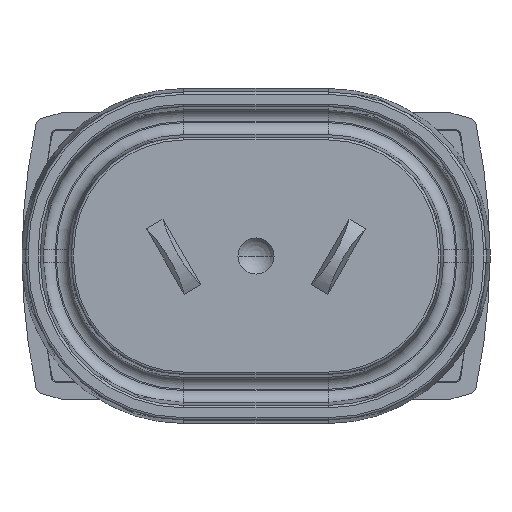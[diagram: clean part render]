
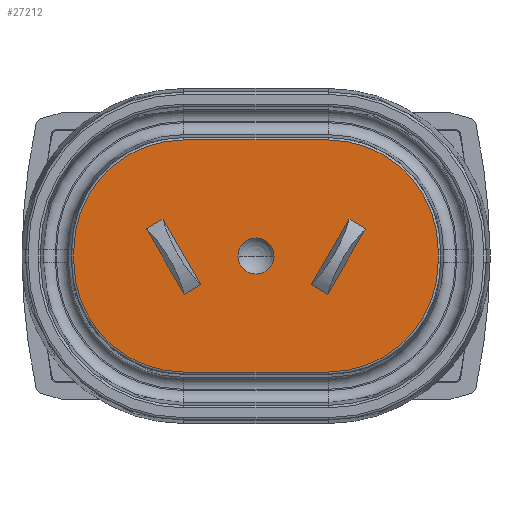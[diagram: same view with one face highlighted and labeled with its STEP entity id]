
A CAD part, left-side view. The second image highlights one B-rep face of the part: STEP entity #27212.
In plain terms, the highlighted planar face has unit normal (-1, 0, 0).
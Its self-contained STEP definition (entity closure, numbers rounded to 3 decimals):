
#20781=CARTESIAN_POINT('',(-32.4,-6.,5.55));
#20782=DIRECTION('',(1.,0.,0.));
#20783=DIRECTION('',(0.,0.,1.));
#20784=AXIS2_PLACEMENT_3D('',#20781,#20782,#20783);
#20786=CARTESIAN_POINT('',(-32.4,-6.,4.55));
#20787=DIRECTION('',(1.,0.,0.));
#20788=DIRECTION('',(0.,-1.,0.));
#20789=AXIS2_PLACEMENT_3D('',#20786,#20787,#20788);
#20791=CARTESIAN_POINT('',(-32.4,6.,4.55));
#20792=DIRECTION('',(1.,0.,0.));
#20793=DIRECTION('',(0.,0.,-1.));
#20794=AXIS2_PLACEMENT_3D('',#20791,#20792,#20793);
#20796=CARTESIAN_POINT('',(-32.4,6.,5.55));
#20797=DIRECTION('',(1.,0.,0.));
#20798=DIRECTION('',(0.,1.,0.));
#20799=AXIS2_PLACEMENT_3D('',#20796,#20797,#20798);
#20801=DIRECTION('',(0.,0.866,-0.5));
#20802=VECTOR('',#20801,1.6);
#20803=CARTESIAN_POINT('',(-32.4,7.741,8.118));
#20804=LINE('',#20803,#20802);
#20805=DIRECTION('',(0.,-0.5,-0.866));
#20806=VECTOR('',#20805,6.3);
#20807=CARTESIAN_POINT('',(-32.4,9.127,7.318));
#20808=LINE('',#20807,#20806);
#20809=DIRECTION('',(0.,-0.866,0.5));
#20810=VECTOR('',#20809,1.6);
#20811=CARTESIAN_POINT('',(-32.4,5.977,1.862));
#20812=LINE('',#20811,#20810);
#20813=DIRECTION('',(0.,0.5,0.866));
#20814=VECTOR('',#20813,6.3);
#20815=CARTESIAN_POINT('',(-32.4,4.591,2.662));
#20816=LINE('',#20815,#20814);
#20817=DIRECTION('',(0.,0.5,-0.866));
#20818=VECTOR('',#20817,6.3);
#20819=CARTESIAN_POINT('',(-32.4,-7.741,8.118));
#20820=LINE('',#20819,#20818);
#20821=DIRECTION('',(0.,-0.866,-0.5));
#20822=VECTOR('',#20821,1.6);
#20823=CARTESIAN_POINT('',(-32.4,-4.591,2.662));
#20824=LINE('',#20823,#20822);
#20825=DIRECTION('',(0.,-0.5,0.866));
#20826=VECTOR('',#20825,6.3);
#20827=CARTESIAN_POINT('',(-32.4,-5.977,1.862));
#20828=LINE('',#20827,#20826);
#20829=DIRECTION('',(0.,0.866,0.5));
#20830=VECTOR('',#20829,1.6);
#20831=CARTESIAN_POINT('',(-32.4,-9.127,7.318));
#20832=LINE('',#20831,#20830);
#20833=CARTESIAN_POINT('',(-32.4,0.,5.05));
#20834=DIRECTION('',(-1.,0.,0.));
#20835=DIRECTION('',(0.,1.,0.));
#20836=AXIS2_PLACEMENT_3D('',#20833,#20834,#20835);
#20838=CARTESIAN_POINT('',(-32.4,0.,5.05));
#20839=DIRECTION('',(-1.,0.,0.));
#20840=DIRECTION('',(0.,-1.,0.));
#20841=AXIS2_PLACEMENT_3D('',#20838,#20839,#20840);
#20843=DIRECTION('',(0.,1.,0.));
#20844=VECTOR('',#20843,12.);
#20845=CARTESIAN_POINT('',(-32.4,-6.,14.711));
#20846=LINE('',#20845,#20844);
#20866=DIRECTION('',(0.,0.,-1.));
#20867=VECTOR('',#20866,1.);
#20868=CARTESIAN_POINT('',(-32.4,15.161,5.55));
#20869=LINE('',#20868,#20867);
#20889=DIRECTION('',(0.,-1.,0.));
#20890=VECTOR('',#20889,12.);
#20891=CARTESIAN_POINT('',(-32.4,6.,-4.611));
#20892=LINE('',#20891,#20890);
#20912=DIRECTION('',(0.,0.,1.));
#20913=VECTOR('',#20912,1.);
#20914=CARTESIAN_POINT('',(-32.4,-15.16,4.55));
#20915=LINE('',#20914,#20913);
#22502=CARTESIAN_POINT('',(-32.4,-7.741,8.118));
#22503=VERTEX_POINT('',#22502);
#22504=CARTESIAN_POINT('',(-32.4,-9.127,7.318));
#22505=VERTEX_POINT('',#22504);
#22506=CARTESIAN_POINT('',(-32.4,-4.591,2.662));
#22507=VERTEX_POINT('',#22506);
#22508=CARTESIAN_POINT('',(-32.4,-5.977,1.862));
#22509=VERTEX_POINT('',#22508);
#22510=CARTESIAN_POINT('',(-32.4,-6.,14.711));
#22511=CARTESIAN_POINT('',(-32.4,6.,14.711));
#22512=VERTEX_POINT('',#22510);
#22513=VERTEX_POINT('',#22511);
#22514=CARTESIAN_POINT('',(-32.4,-15.16,5.55));
#22515=VERTEX_POINT('',#22514);
#22516=CARTESIAN_POINT('',(-32.4,-15.16,4.55));
#22517=VERTEX_POINT('',#22516);
#22518=CARTESIAN_POINT('',(-32.4,-6.,-4.611));
#22519=VERTEX_POINT('',#22518);
#22520=CARTESIAN_POINT('',(-32.4,6.,-4.611));
#22521=VERTEX_POINT('',#22520);
#22522=CARTESIAN_POINT('',(-32.4,15.161,4.55));
#22523=VERTEX_POINT('',#22522);
#22524=CARTESIAN_POINT('',(-32.4,15.161,5.55));
#22525=VERTEX_POINT('',#22524);
#22526=CARTESIAN_POINT('',(-32.4,7.741,8.118));
#22527=CARTESIAN_POINT('',(-32.4,9.127,7.318));
#22528=VERTEX_POINT('',#22526);
#22529=VERTEX_POINT('',#22527);
#22530=CARTESIAN_POINT('',(-32.4,5.977,1.862));
#22531=VERTEX_POINT('',#22530);
#22532=CARTESIAN_POINT('',(-32.4,4.591,2.662));
#22533=VERTEX_POINT('',#22532);
#22534=CARTESIAN_POINT('',(-32.4,1.503,5.05));
#22535=CARTESIAN_POINT('',(-32.4,-1.502,5.05));
#22536=VERTEX_POINT('',#22534);
#22537=VERTEX_POINT('',#22535);
#27167=CARTESIAN_POINT('',(-32.4,0.,0.));
#27168=DIRECTION('',(-1.,0.,0.));
#27169=DIRECTION('',(0.,-1.,0.));
#27170=AXIS2_PLACEMENT_3D('',#27167,#27168,#27169);
#27171=PLANE('',#27170);
#27173=ORIENTED_EDGE('',*,*,#27172,.F.);
#27175=ORIENTED_EDGE('',*,*,#27174,.T.);
#27177=ORIENTED_EDGE('',*,*,#27176,.F.);
#27179=ORIENTED_EDGE('',*,*,#27178,.T.);
#27181=ORIENTED_EDGE('',*,*,#27180,.F.);
#27183=ORIENTED_EDGE('',*,*,#27182,.T.);
#27185=ORIENTED_EDGE('',*,*,#27184,.F.);
#27187=ORIENTED_EDGE('',*,*,#27186,.T.);
#27188=EDGE_LOOP('',(#27173,#27175,#27177,#27179,#27181,#27183,#27185,#27187));
#27189=FACE_OUTER_BOUND('',#27188,.F.);
#27191=ORIENTED_EDGE('',*,*,#27190,.T.);
#27193=ORIENTED_EDGE('',*,*,#27192,.T.);
#27195=ORIENTED_EDGE('',*,*,#27194,.T.);
#27197=ORIENTED_EDGE('',*,*,#27196,.T.);
#27198=EDGE_LOOP('',(#27191,#27193,#27195,#27197));
#27199=FACE_BOUND('',#27198,.F.);
#27200=ORIENTED_EDGE('',*,*,#27133,.T.);
#27201=ORIENTED_EDGE('',*,*,#27147,.T.);
#27202=ORIENTED_EDGE('',*,*,#27160,.T.);
#27203=ORIENTED_EDGE('',*,*,#27118,.T.);
#27204=EDGE_LOOP('',(#27200,#27201,#27202,#27203));
#27205=FACE_BOUND('',#27204,.F.);
#27207=ORIENTED_EDGE('',*,*,#27206,.T.);
#27209=ORIENTED_EDGE('',*,*,#27208,.T.);
#27210=EDGE_LOOP('',(#27207,#27209));
#27211=FACE_BOUND('',#27210,.F.);
#27212=ADVANCED_FACE('',(#27189,#27199,#27205,#27211),#27171,.T.);
#20785=CIRCLE('',#20784,9.161);
#20790=CIRCLE('',#20789,9.161);
#20795=CIRCLE('',#20794,9.161);
#20800=CIRCLE('',#20799,9.161);
#20837=CIRCLE('',#20836,1.502);
#20842=CIRCLE('',#20841,1.502);
#27118=EDGE_CURVE('',#22505,#22503,#20832,.T.);
#27133=EDGE_CURVE('',#22503,#22507,#20820,.T.);
#27147=EDGE_CURVE('',#22507,#22509,#20824,.T.);
#27160=EDGE_CURVE('',#22509,#22505,#20828,.T.);
#27172=EDGE_CURVE('',#22512,#22513,#20846,.T.);
#27174=EDGE_CURVE('',#22512,#22515,#20785,.T.);
#27176=EDGE_CURVE('',#22517,#22515,#20915,.T.);
#27178=EDGE_CURVE('',#22517,#22519,#20790,.T.);
#27180=EDGE_CURVE('',#22521,#22519,#20892,.T.);
#27182=EDGE_CURVE('',#22521,#22523,#20795,.T.);
#27184=EDGE_CURVE('',#22525,#22523,#20869,.T.);
#27186=EDGE_CURVE('',#22525,#22513,#20800,.T.);
#27190=EDGE_CURVE('',#22528,#22529,#20804,.T.);
#27192=EDGE_CURVE('',#22529,#22531,#20808,.T.);
#27194=EDGE_CURVE('',#22531,#22533,#20812,.T.);
#27196=EDGE_CURVE('',#22533,#22528,#20816,.T.);
#27206=EDGE_CURVE('',#22536,#22537,#20837,.T.);
#27208=EDGE_CURVE('',#22537,#22536,#20842,.T.);
